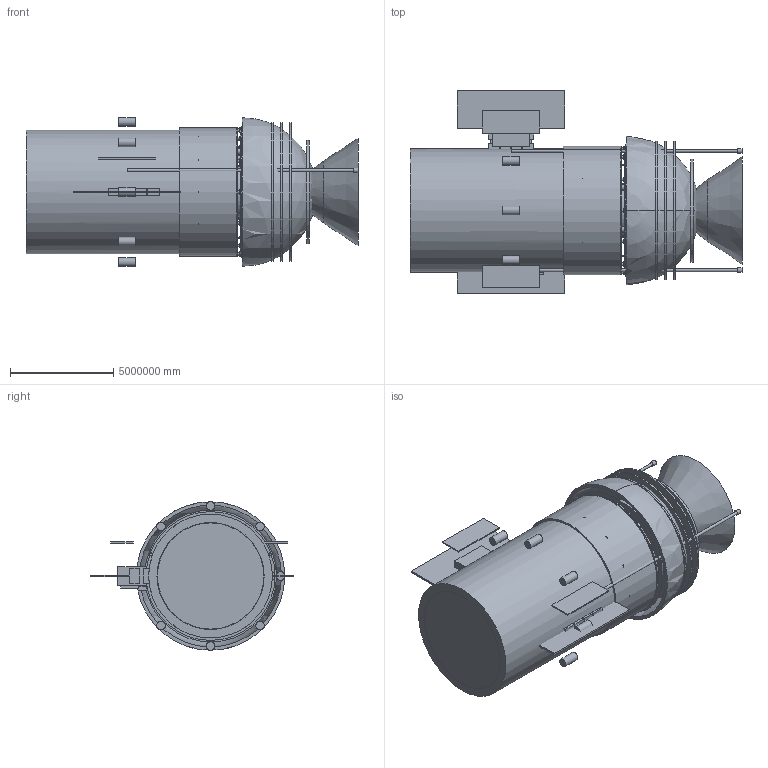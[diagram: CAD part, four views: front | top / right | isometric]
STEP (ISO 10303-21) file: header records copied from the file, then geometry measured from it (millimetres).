
FILE_DESCRIPTION(('FreeCAD Model'),'2;1');
FILE_NAME('Open CASCADE Shape Model','2025-10-13T06:57:07',('Author'),( ''),'Open CASCADE STEP processor 7.8','FreeCAD','Unknown');
FILE_SCHEMA(('AUTOMOTIVE_DESIGN { 1 0 10303 214 1 1 1 1 }'));
Length unit declared in the file: metre
Products named in the file (143): MasterSolid_FEM; TPS_Front; Tank; GimbalRing; ParkerShield; Hull; TankLiner; SolarShield_1; SolarShield_2; SolarShield_3; Chamber; NozzleConverging; NozzleDiverging1; NozzleDiverging2; RCS_1; RCS_2; RCS_3; RCS_7; RCS_6; RCS_4; RCS_5; Solar_starboard; Solar_port; RCS_8; Radiator_port; WhippleBumper; CupolaShellSolid; Radiator_starboard; WhippleSkirt; WhippleBackplate; Valve_OX; Manifold; Pipe_OX; Pipe_FUEL; Valve_FUEL; SatRack_1_1; AvionicsBaySolid; TurbopumpSolid001; AvBackbone; SatRack_1_4 ...
Bounding box: 16100000 x 9800000 x 7220000 mm (x, y, z)
Volume: 724238834615695572992 mm3
Topology: 188 solids, 298 shells, 1354 faces, 2161 edges, 1414 vertices
Faces by surface type: plane 982, cylinder 357, sphere 12, cone 3
Full cylindrical faces by diameter (mm): 30000 x72, 60000 x36, 78000 x72, 120000 x36, 134000 x2, 140000 x2, 180000 x1, 183600 x24, 216000 x36, 220000 x2, 280000 x3, 420000 x8, 520000 x1, 620000 x2, 2500000 x1, 4400000 x1, 4800000 x1, 5000000 x1, 5156000 x1, 5200000 x3, 5760000 x4, 6000000 x6, 6250000 x2, 6400000 x1, 6720000 x3
Entity records: 61535 total; most frequent: DIRECTION 9855, CARTESIAN_POINT 9836, ORIENTED_EDGE 4290, PCURVE 4290, DEFINITIONAL_REPRESENTATION 4290, LINE 3793, VECTOR 3793, AXIS2_PLACEMENT_3D 2461
